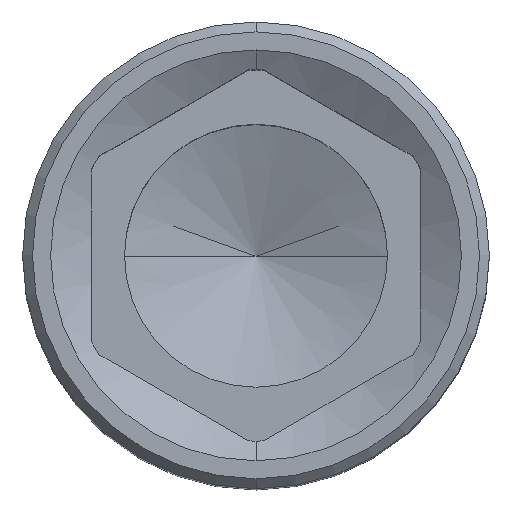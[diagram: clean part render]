
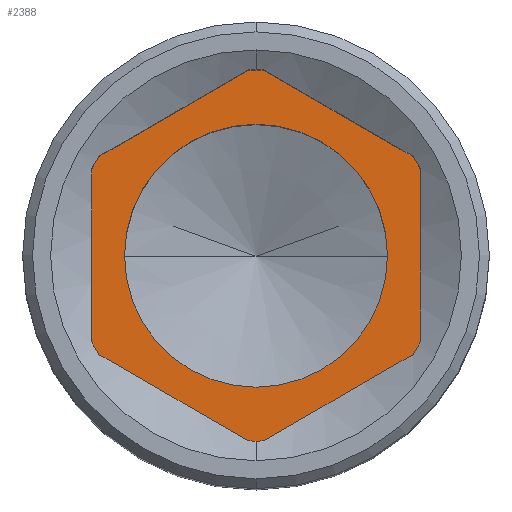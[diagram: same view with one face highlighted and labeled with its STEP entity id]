
A CAD part, top view. The second image highlights one B-rep face of the part: STEP entity #2388.
In plain terms, the highlighted planar face has unit normal (0, 0, 1).
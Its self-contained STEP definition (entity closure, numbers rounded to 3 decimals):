
#1016=DIRECTION('',(0.,-1.,0.));
#1017=VECTOR('',#1016,5.262);
#1018=CARTESIAN_POINT('',(-5.,2.631,93.));
#1019=LINE('',#1018,#1017);
#1020=CARTESIAN_POINT('',(0.,0.,93.));
#1021=DIRECTION('',(0.,0.,1.));
#1022=DIRECTION('',(-0.846,0.534,0.));
#1023=AXIS2_PLACEMENT_3D('',#1020,#1021,#1022);
#1025=DIRECTION('',(-0.866,-0.5,0.));
#1026=VECTOR('',#1025,5.262);
#1027=CARTESIAN_POINT('',(-0.221,5.646,93.));
#1028=LINE('',#1027,#1026);
#1029=CARTESIAN_POINT('',(0.,0.,93.));
#1030=DIRECTION('',(0.,0.,1.));
#1031=DIRECTION('',(0.039,0.999,0.));
#1032=AXIS2_PLACEMENT_3D('',#1029,#1030,#1031);
#1034=DIRECTION('',(-0.866,0.5,0.));
#1035=VECTOR('',#1034,5.262);
#1036=CARTESIAN_POINT('',(4.779,3.015,93.));
#1037=LINE('',#1036,#1035);
#1038=CARTESIAN_POINT('',(0.,0.,93.));
#1039=DIRECTION('',(0.,0.,1.));
#1040=DIRECTION('',(0.885,0.466,0.));
#1041=AXIS2_PLACEMENT_3D('',#1038,#1039,#1040);
#1043=DIRECTION('',(0.,1.,0.));
#1044=VECTOR('',#1043,5.262);
#1045=CARTESIAN_POINT('',(5.,-2.631,93.));
#1046=LINE('',#1045,#1044);
#1047=CARTESIAN_POINT('',(0.,0.,93.));
#1048=DIRECTION('',(0.,0.,1.));
#1049=DIRECTION('',(0.846,-0.534,0.));
#1050=AXIS2_PLACEMENT_3D('',#1047,#1048,#1049);
#1052=DIRECTION('',(0.866,0.5,0.));
#1053=VECTOR('',#1052,5.262);
#1054=CARTESIAN_POINT('',(0.221,-5.646,93.));
#1055=LINE('',#1054,#1053);
#1056=CARTESIAN_POINT('',(0.,0.,93.));
#1057=DIRECTION('',(0.,0.,1.));
#1058=DIRECTION('',(-0.039,-0.999,0.));
#1059=AXIS2_PLACEMENT_3D('',#1056,#1057,#1058);
#1061=DIRECTION('',(0.866,-0.5,0.));
#1062=VECTOR('',#1061,5.262);
#1063=CARTESIAN_POINT('',(-4.779,-3.015,93.));
#1064=LINE('',#1063,#1062);
#1065=CARTESIAN_POINT('',(0.,0.,93.));
#1066=DIRECTION('',(0.,0.,1.));
#1067=DIRECTION('',(-0.885,-0.466,0.));
#1068=AXIS2_PLACEMENT_3D('',#1065,#1066,#1067);
#1070=CARTESIAN_POINT('',(0.,0.,93.));
#1071=DIRECTION('',(0.,0.,1.));
#1072=DIRECTION('',(-1.,0.,0.));
#1073=AXIS2_PLACEMENT_3D('',#1070,#1071,#1072);
#1075=CARTESIAN_POINT('',(0.,0.,93.));
#1076=DIRECTION('',(0.,0.,1.));
#1077=DIRECTION('',(1.,0.,0.));
#1078=AXIS2_PLACEMENT_3D('',#1075,#1076,#1077);
#1133=CARTESIAN_POINT('',(-5.,2.631,93.));
#1134=CARTESIAN_POINT('',(-5.,-2.631,93.));
#1135=VERTEX_POINT('',#1133);
#1136=VERTEX_POINT('',#1134);
#1137=CARTESIAN_POINT('',(-4.779,-3.015,93.));
#1138=VERTEX_POINT('',#1137);
#1139=CARTESIAN_POINT('',(-0.221,-5.646,93.));
#1140=VERTEX_POINT('',#1139);
#1141=CARTESIAN_POINT('',(0.221,-5.646,93.));
#1142=VERTEX_POINT('',#1141);
#1143=CARTESIAN_POINT('',(4.779,-3.015,93.));
#1144=VERTEX_POINT('',#1143);
#1145=CARTESIAN_POINT('',(5.,-2.631,93.));
#1146=VERTEX_POINT('',#1145);
#1147=CARTESIAN_POINT('',(5.,2.631,93.));
#1148=VERTEX_POINT('',#1147);
#1149=CARTESIAN_POINT('',(4.779,3.015,93.));
#1150=VERTEX_POINT('',#1149);
#1151=CARTESIAN_POINT('',(0.221,5.646,93.));
#1152=VERTEX_POINT('',#1151);
#1153=CARTESIAN_POINT('',(-0.221,5.646,93.));
#1154=VERTEX_POINT('',#1153);
#1155=CARTESIAN_POINT('',(-4.779,3.015,93.));
#1156=VERTEX_POINT('',#1155);
#1294=CARTESIAN_POINT('',(-4.,0.,93.));
#1295=CARTESIAN_POINT('',(4.,0.,93.));
#1296=VERTEX_POINT('',#1294);
#1297=VERTEX_POINT('',#1295);
#2361=CARTESIAN_POINT('',(0.,0.,93.));
#2362=DIRECTION('',(0.,0.,1.));
#2363=DIRECTION('',(-1.,0.,0.));
#2364=AXIS2_PLACEMENT_3D('',#2361,#2362,#2363);
#2365=PLANE('',#2364);
#2366=ORIENTED_EDGE('',*,*,#2242,.F.);
#2367=ORIENTED_EDGE('',*,*,#2257,.F.);
#2368=ORIENTED_EDGE('',*,*,#2271,.F.);
#2369=ORIENTED_EDGE('',*,*,#2285,.F.);
#2370=ORIENTED_EDGE('',*,*,#2300,.F.);
#2371=ORIENTED_EDGE('',*,*,#2314,.F.);
#2372=ORIENTED_EDGE('',*,*,#2328,.F.);
#2373=ORIENTED_EDGE('',*,*,#2342,.F.);
#2374=ORIENTED_EDGE('',*,*,#2355,.F.);
#2375=ORIENTED_EDGE('',*,*,#2203,.F.);
#2377=ORIENTED_EDGE('',*,*,#2376,.F.);
#2379=ORIENTED_EDGE('',*,*,#2378,.F.);
#2380=EDGE_LOOP('',(#2366,#2367,#2368,#2369,#2370,#2371,#2372,#2373,#2374,#2375,
#2377,#2379));
#2381=FACE_OUTER_BOUND('',#2380,.F.);
#2383=ORIENTED_EDGE('',*,*,#2382,.T.);
#2385=ORIENTED_EDGE('',*,*,#2384,.T.);
#2386=EDGE_LOOP('',(#2383,#2385));
#2387=FACE_BOUND('',#2386,.F.);
#2388=ADVANCED_FACE('',(#2381,#2387),#2365,.T.);
#1024=CIRCLE('',#1023,5.65);
#1033=CIRCLE('',#1032,5.65);
#1042=CIRCLE('',#1041,5.65);
#1051=CIRCLE('',#1050,5.65);
#1060=CIRCLE('',#1059,5.65);
#1069=CIRCLE('',#1068,5.65);
#1074=CIRCLE('',#1073,4.);
#1079=CIRCLE('',#1078,4.);
#2203=EDGE_CURVE('',#1140,#1142,#1060,.T.);
#2242=EDGE_CURVE('',#1135,#1136,#1019,.T.);
#2257=EDGE_CURVE('',#1156,#1135,#1024,.T.);
#2271=EDGE_CURVE('',#1154,#1156,#1028,.T.);
#2285=EDGE_CURVE('',#1152,#1154,#1033,.T.);
#2300=EDGE_CURVE('',#1150,#1152,#1037,.T.);
#2314=EDGE_CURVE('',#1148,#1150,#1042,.T.);
#2328=EDGE_CURVE('',#1146,#1148,#1046,.T.);
#2342=EDGE_CURVE('',#1144,#1146,#1051,.T.);
#2355=EDGE_CURVE('',#1142,#1144,#1055,.T.);
#2376=EDGE_CURVE('',#1138,#1140,#1064,.T.);
#2378=EDGE_CURVE('',#1136,#1138,#1069,.T.);
#2382=EDGE_CURVE('',#1296,#1297,#1074,.T.);
#2384=EDGE_CURVE('',#1297,#1296,#1079,.T.);
